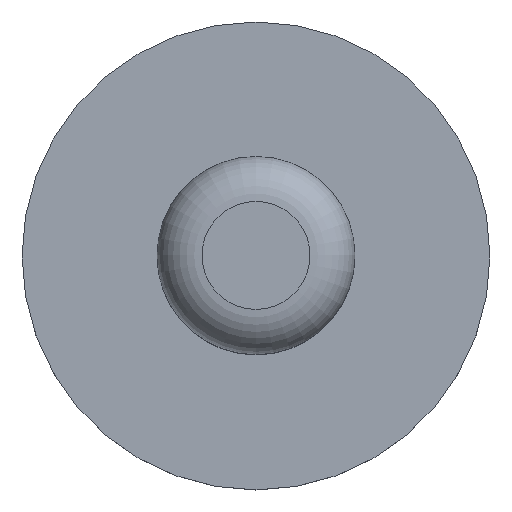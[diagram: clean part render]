
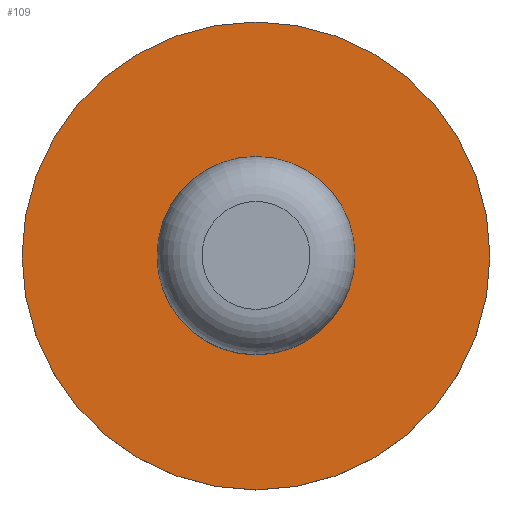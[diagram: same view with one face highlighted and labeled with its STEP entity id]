
A CAD part, top view. The second image highlights one B-rep face of the part: STEP entity #109.
In plain terms, the highlighted planar face has unit normal (0, 0, 1).
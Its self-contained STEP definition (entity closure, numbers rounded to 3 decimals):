
#16=FACE_BOUND('',#47,.T.);
#20=PLANE('',#140);
#37=FACE_OUTER_BOUND('',#46,.T.);
#46=EDGE_LOOP('',(#99));
#47=EDGE_LOOP('',(#100));
#52=CIRCLE('',#130,1.1);
#56=CIRCLE('',#139,2.6);
#60=VERTEX_POINT('',#190);
#64=VERTEX_POINT('',#205);
#70=EDGE_CURVE('',#60,#60,#52,.F.);
#75=EDGE_CURVE('',#64,#64,#56,.T.);
#99=ORIENTED_EDGE('',*,*,#75,.T.);
#100=ORIENTED_EDGE('',*,*,#70,.T.);
#109=ADVANCED_FACE('',(#37,#16),#20,.T.);
#130=AXIS2_PLACEMENT_3D('',#192,#156,#157);
#139=AXIS2_PLACEMENT_3D('',#206,#175,#176);
#140=AXIS2_PLACEMENT_3D('',#208,#178,#179);
#156=DIRECTION('center_axis',(0.,0.,
1.));
#157=DIRECTION('ref_axis',(-1.,0.,0.));
#175=DIRECTION('center_axis',(0.,0.,
1.));
#176=DIRECTION('ref_axis',(-1.,0.,0.));
#178=DIRECTION('center_axis',(0.,0.,
1.));
#179=DIRECTION('ref_axis',(-1.,0.,0.));
#190=CARTESIAN_POINT('',(194.285,-87.836,7.77));
#192=CARTESIAN_POINT('Origin',(193.185,-87.836,7.77));
#205=CARTESIAN_POINT('',(195.785,-87.836,7.77));
#206=CARTESIAN_POINT('Origin',(193.185,-87.836,7.77));
#208=CARTESIAN_POINT('Origin',(193.185,-87.836,7.77));
